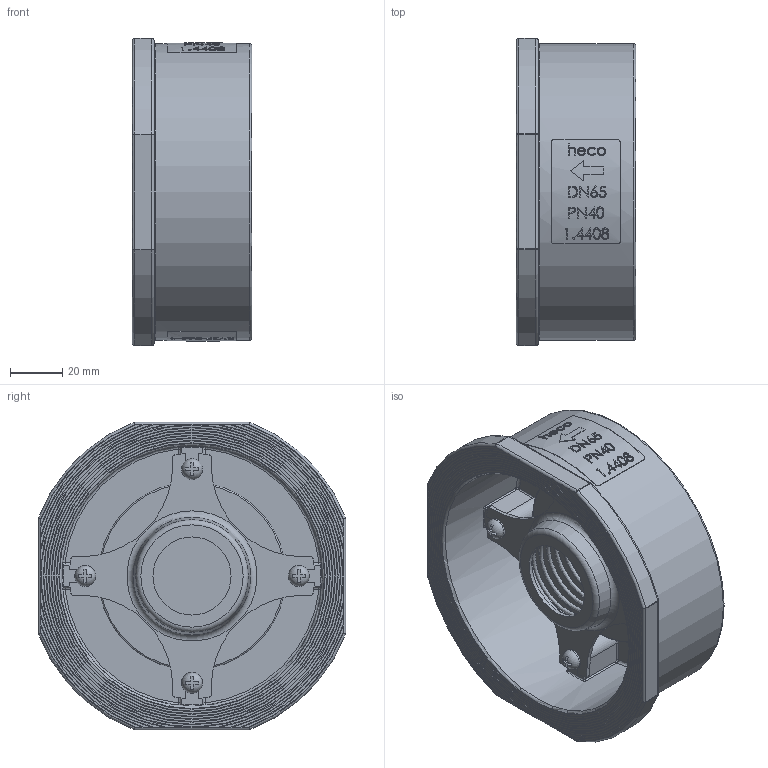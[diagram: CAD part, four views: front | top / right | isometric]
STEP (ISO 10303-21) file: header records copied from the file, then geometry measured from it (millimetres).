
FILE_DESCRIPTION (( 'STEP AP214' ), '1' );
FILE_NAME ('RVZF-065-4 Rückschlagventil Zwischenflansch heco.STEP', '2015-03-26T08:40:53', ( 'test' ), ( '' ), 'SwSTEP 2.0', 'SolidWorks 2011', '' );
FILE_SCHEMA (( 'AUTOMOTIVE_DESIGN' ));
Length unit declared in the file: millimetre
Products named in the file (1): RVZF-065-4 Rückschlagventil Zwischenflansch heco
Bounding box: 46 x 118 x 118 mm (x, y, z)
Volume: 188971.9 mm3; surface area: 68401.5 mm2
Topology: 1 solids, 5 shells, 920 faces, 2376 edges, 1545 vertices
Faces by surface type: plane 413, bspline 265, cylinder 136, torus 88, sphere 16, cone 2
Full cylindrical faces by diameter (mm): 8 x4, 30 x1, 62 x1, 72 x2, 100 x1, 114 x1
Entity records: 49844 total; most frequent: CARTESIAN_POINT 19583, ORIENTED_EDGE 4516, DIRECTION 3375, EDGE_CURVE 2258, VERTEX_POINT 1497, AXIS2_PLACEMENT_3D 1169, EDGE_LOOP 1083, LINE 1037
